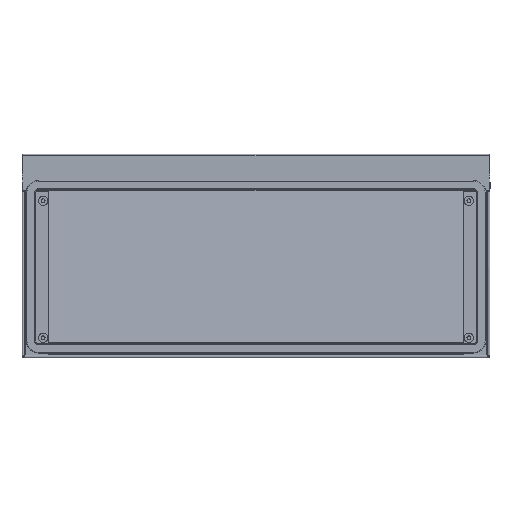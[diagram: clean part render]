
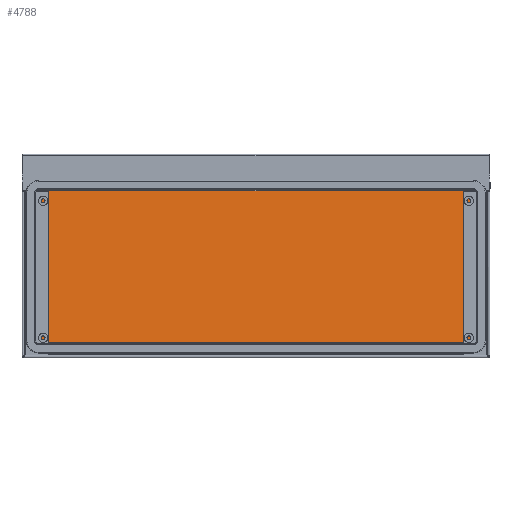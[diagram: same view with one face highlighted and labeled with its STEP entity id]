
A CAD part, front view. The second image highlights one B-rep face of the part: STEP entity #4788.
In plain terms, the highlighted planar face has unit normal (0, -0.996, 0.087).
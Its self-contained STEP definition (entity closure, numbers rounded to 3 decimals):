
#3 = CARTESIAN_POINT ( 'NONE',  ( -303., 31.164, -116.087 ) ) ;
#153 = ORIENTED_EDGE ( 'NONE', *, *, #5765, .F. ) ;
#584 = VERTEX_POINT ( 'NONE', #3 ) ;
#774 = EDGE_CURVE ( 'NONE', #6090, #5618, #5446, .T. ) ;
#949 = EDGE_CURVE ( 'NONE', #5199, #584, #2340, .T. ) ;
#1058 = CARTESIAN_POINT ( 'NONE',  ( 303., 52.634, 129.32 ) ) ;
#1094 = ORIENTED_EDGE ( 'NONE', *, *, #4735, .T. ) ;
#1515 = LINE ( 'NONE', #3464, #1545 ) ;
#1545 = VECTOR ( 'NONE', #4462, 1000. ) ;
#1689 = CARTESIAN_POINT ( 'NONE',  ( 303., 31.164, -116.087 ) ) ;
#2340 = LINE ( 'NONE', #3785, #2409 ) ;
#2409 = VECTOR ( 'NONE', #2897, 1000. ) ;
#2545 = PLANE ( 'NONE',  #4004 ) ;
#2807 = FACE_OUTER_BOUND ( 'NONE', #3518, .T. ) ;
#2897 = DIRECTION ( 'NONE',  ( -1., 0., 0. ) ) ;
#3464 = CARTESIAN_POINT ( 'NONE',  ( 303., 31.004, -117.913 ) ) ;
#3480 = CARTESIAN_POINT ( 'NONE',  ( 303., 52.634, 129.32 ) ) ;
#3518 = EDGE_LOOP ( 'NONE', ( #3706, #153, #6233, #1094 ) ) ;
#3706 = ORIENTED_EDGE ( 'NONE', *, *, #774, .T. ) ;
#3785 = CARTESIAN_POINT ( 'NONE',  ( 303., 31.164, -116.087 ) ) ;
#3801 = DIRECTION ( 'NONE',  ( 0., -0.087, -0.996 ) ) ;
#3833 = CARTESIAN_POINT ( 'NONE',  ( 303., 31.004, -117.913 ) ) ;
#4004 = AXIS2_PLACEMENT_3D ( 'NONE', #3833, #4866, #3801 ) ;
#4009 = LINE ( 'NONE', #5975, #5754 ) ;
#4091 = DIRECTION ( 'NONE',  ( 0., 0.087, 0.996 ) ) ;
#4242 = VECTOR ( 'NONE', #6024, 1000. ) ;
#4462 = DIRECTION ( 'NONE',  ( 0., 0.087, 0.996 ) ) ;
#4735 = EDGE_CURVE ( 'NONE', #5199, #6090, #1515, .T. ) ;
#4788 = ADVANCED_FACE ( 'NONE', ( #2807 ), #2545, .T. ) ;
#4866 = DIRECTION ( 'NONE',  ( 0., -0.996, 0.087 ) ) ;
#5199 = VERTEX_POINT ( 'NONE', #1689 ) ;
#5446 = LINE ( 'NONE', #1058, #4242 ) ;
#5618 = VERTEX_POINT ( 'NONE', #6362 ) ;
#5754 = VECTOR ( 'NONE', #4091, 1000. ) ;
#5765 = EDGE_CURVE ( 'NONE', #584, #5618, #4009, .T. ) ;
#5975 = CARTESIAN_POINT ( 'NONE',  ( -303., 31.004, -117.913 ) ) ;
#6024 = DIRECTION ( 'NONE',  ( -1., 0., 0. ) ) ;
#6090 = VERTEX_POINT ( 'NONE', #3480 ) ;
#6233 = ORIENTED_EDGE ( 'NONE', *, *, #949, .F. ) ;
#6362 = CARTESIAN_POINT ( 'NONE',  ( -303., 52.634, 129.32 ) ) ;
